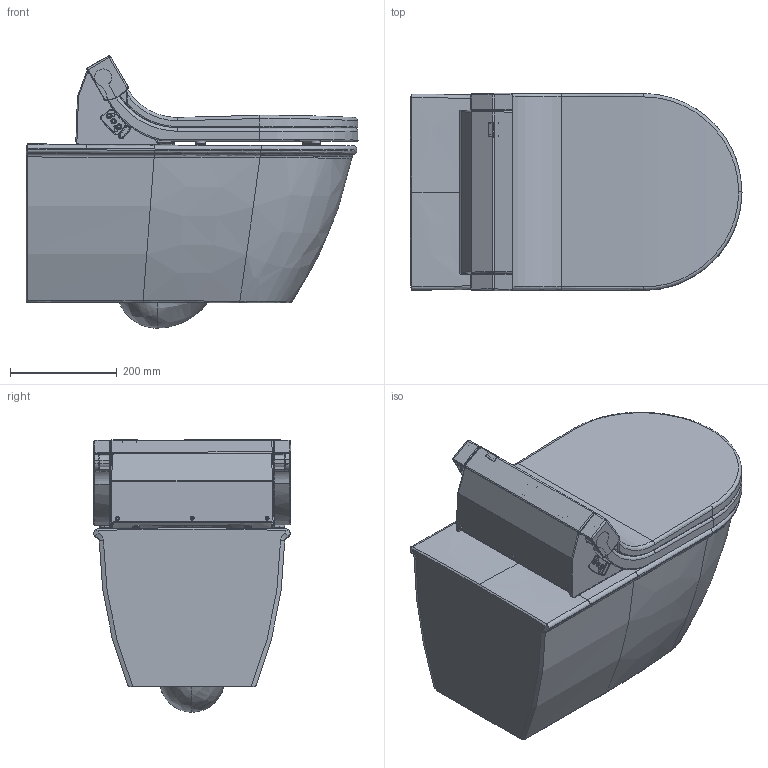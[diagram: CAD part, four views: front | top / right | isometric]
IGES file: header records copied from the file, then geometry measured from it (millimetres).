
Global section: file name: No Iges File Name specified; native system: Autodesk Inventor 2011; preprocessor: AutoDesk Inventor Iges Exporter R2011; author: Administrator; date: 20141112.202626; units: millimetre
Bounding box: 622.74 x 370.15 x 510.8 mm (x, y, z)
Volume: 43600921.7 mm3; surface area: 1952144.1 mm2
Topology: 15 solids, 15 shells, 1916 faces, 4889 edges, 3036 vertices
Faces by surface type: plane 663, bspline 535, cylinder 358, revolution 294, cone 32, torus 28, sphere 6
